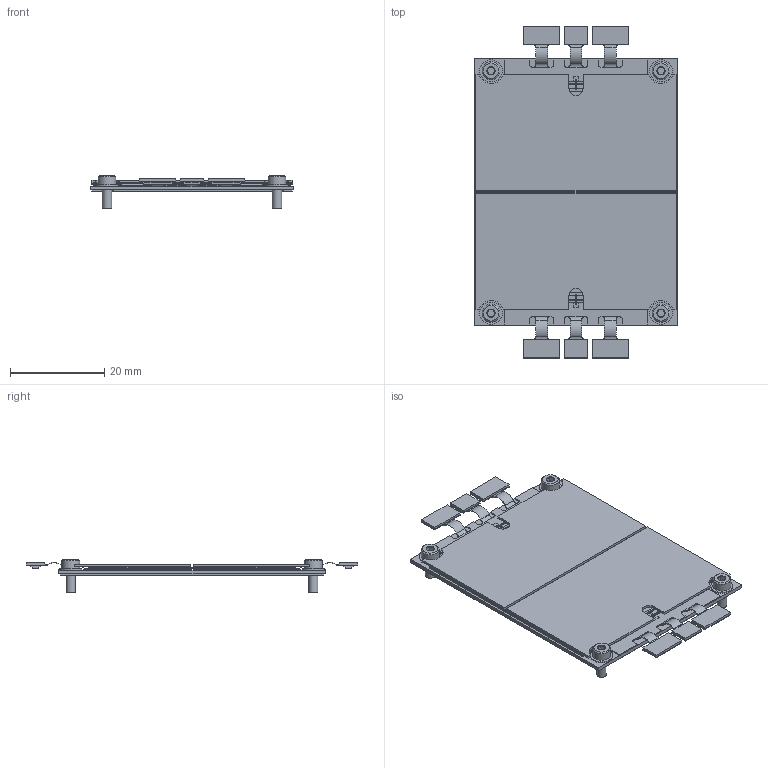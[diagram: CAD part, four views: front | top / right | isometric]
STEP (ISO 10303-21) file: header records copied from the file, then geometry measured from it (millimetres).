
FILE_DESCRIPTION(/* description */ (''),/* implementation_level */ '2;1');
FILE_NAME(/* name */ 'F10110887--_1-MODULE_ CMS2 ETL_ FULL DBL-SENSOR MOUNTED ASSY.stp',/* time_stamp */ '2019-11-01T15:45:18-05:00',/* author */ (''),/* organization */ (''),/* preprocessor_version */ 'ST-DEVELOPER v16',/* originating_system */ 'SIEMENS PLM Software NX 11.0',/* authorisation */ '');
FILE_SCHEMA (('AUTOMOTIVE_DESIGN { 1 0 10303 214 3 1 1 1 }'));
Products named in the file (16): F10112319--_1-MODULE_ CMS2 ETL_ PIXEL SENSOR READOUT CHIP; F10112320--_1-MODULE_ CMS2 ETL_ PIXEL SENSOR UNDERFILL; F10112318--_1-MODULE_ CMS2 ETL_ PIXEL SENSOR 1X2; F10116301--_1-MODULE_ CMS2 ETL_ SENSOR COVER PLT ADHESIVE; F10112938--_1-MODULE_ CMS2 ETL_ SENSOR COVER PLT; F10110888--_1-MODULE_ CMS2 ETL_ SUBSTRATE MOUNTING THERMAL PAD; F10112323--_1-MODULE_ CMS2 ETL_ FLEX CIRCUIT MOUNTING FILM; F10112322--_1-MODULE_ CMS2 ETL_ READOUT CHIP MOUNTING FILM; F10110221--_1-MODULE_ CMS2 ETL_ FLEX CIRCUIT WIREBONDS; F10109316--_1-MODULE_ CMS2 ETL_ ALN SUBSTRATE; F10109317--_1-MODULE_ CMS2 ETL_ FLEX CIRCUIT; FC0041908--_1-SHCS_M2x.4x5LGxFT_SS316L_ROLLED_EP; F10109326--_1-WASHER_ BELLEVILLE_ .093IDx.187ODx.01THK_ 17-7 PH STAIN
LESS STEEL; F10109315--_1-LAYOUT_ CMS2 ETL MODULE CONCEPT_ SEP-2018 SENSOR SUBASS
Y_MODEL; F10109314--_1-MODULE_ CMS2 ETL_ FULL DBL-SENSOR ASSY_MODELNX-ARRAGMNT
FULL MODULE; F10110887--_1-MODULE_ CMS2 ETL_ FULL DBL-SENSOR MOUNTED ASSY
Assembly tree (28 placements, depth 4):
  F10110887--_1-MODULE_ CMS2 ETL_ FULL DBL-SENSOR MOUNTED ASSY
    F10109314--_1-MODULE_ CMS2 ETL_ FULL DBL-SENSOR ASSY_MODELNX-ARRAGMNT
FULL MODULE
      F10109317--_1-MODULE_ CMS2 ETL_ FLEX CIRCUIT  x2
      F10109316--_1-MODULE_ CMS2 ETL_ ALN SUBSTRATE
      F10109315--_1-LAYOUT_ CMS2 ETL MODULE CONCEPT_ SEP-2018 SENSOR SUBASS
Y_MODEL  x2
        F10112318--_1-MODULE_ CMS2 ETL_ PIXEL SENSOR 1X2
        F10112320--_1-MODULE_ CMS2 ETL_ PIXEL SENSOR UNDERFILL
        F10112319--_1-MODULE_ CMS2 ETL_ PIXEL SENSOR READOUT CHIP
      F10110221--_1-MODULE_ CMS2 ETL_ FLEX CIRCUIT WIREBONDS  x2
      F10112322--_1-MODULE_ CMS2 ETL_ READOUT CHIP MOUNTING FILM
      F10112323--_1-MODULE_ CMS2 ETL_ FLEX CIRCUIT MOUNTING FILM  x2
      F10110888--_1-MODULE_ CMS2 ETL_ SUBSTRATE MOUNTING THERMAL PAD
      F10112938--_1-MODULE_ CMS2 ETL_ SENSOR COVER PLT  x2
      F10116301--_1-MODULE_ CMS2 ETL_ SENSOR COVER PLT ADHESIVE  x2
    F10109326--_1-WASHER_ BELLEVILLE_ .093IDx.187ODx.01THK_ 17-7 PH STAIN
LESS STEEL  x4
    FC0041908--_1-SHCS_M2x.4x5LGxFT_SS316L_ROLLED_EP  x4
Bounding box: 43.1 x 70.5 x 7 mm (x, y, z)
Volume: 5230.9 mm3; surface area: 35046.1 mm2
Topology: 41 solids, 47 shells, 604 faces, 1454 edges, 952 vertices
Faces by surface type: plane 452, cylinder 123, cone 29
Full cylindrical faces by diameter (mm): 0.1 x1, 2 x4, 2.362 x4, 2.5 x4, 3.8 x4, 4.75 x4
Entity records: 9452 total; most frequent: CARTESIAN_POINT 1929, DIRECTION 1430, ORIENTED_EDGE 1410, EDGE_CURVE 711, LINE 574, VECTOR 574, VERTEX_POINT 477, AXIS2_PLACEMENT_3D 428
